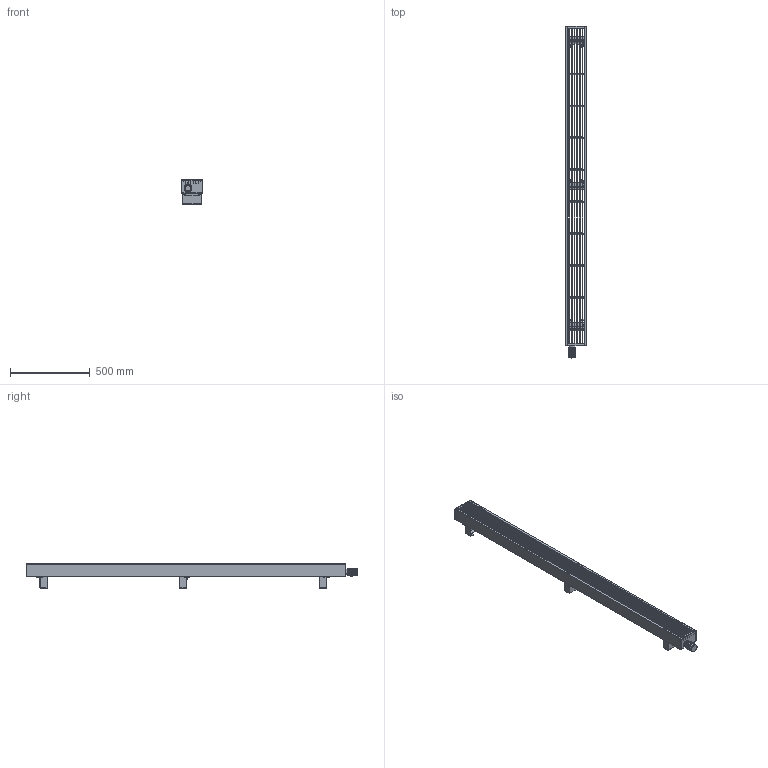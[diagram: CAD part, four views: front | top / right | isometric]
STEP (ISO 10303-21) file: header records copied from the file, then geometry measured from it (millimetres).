
FILE_DESCRIPTION((''),'2;1');
FILE_NAME('_08_200_2_2000_80_134__ASM','2020-09-02T',('okanashina'),('elara'),'CREO PARAMETRIC BY PTC INC, 2015080','CREO PARAMETRIC BY PTC INC, 2015080','');
FILE_SCHEMA(('AUTOMOTIVE_DESIGN { 1 0 10303 214 1 1 1 1 }'));
Length unit declared in the file: millimetre
Products named in the file (24): ______4___12_DIN_7985; 105_21_080_02; 101_21_080_04-20; ________-_______4___11; 101_21_080_05-20; 101_21_080_01; 101_21_080_00-20__________ASM; PRODUCT_62242; _285_38_000_04; _______6______10657-80; 101_50_001_03; 101_50_002_01-20; 101_50_002_00-20_ASM; __________________3_2___6-74403; 101_40_001_02; 101_40_080_01; __________________3_2___6-73016; 101_40_080_00_ASM; 101_41_080_01; __________________3_2___6-72000; __________________3_2___6-45551; 101_41_080_00_ASM; 105_01_080_00-20______________1_ASM; _08_200_2_2000_80_134__ASM
Assembly tree (117 placements, depth 4):
  _08_200_2_2000_80_134__ASM
    105_01_080_00-20______________1_ASM
      ______4___12_DIN_7985  x6
      101_21_080_00-20__________ASM
        105_21_080_02
        101_21_080_04-20
        ________-_______4___11  x6
        101_21_080_05-20
        101_21_080_01
      PRODUCT_62242
      101_50_002_00-20_ASM
        _285_38_000_04  x50
        _______6______10657-80  x20
        101_50_001_03  x10
        101_50_002_01-20  x6
      101_40_080_00_ASM  x2
        __________________3_2___6-74403
        101_40_001_02
        101_40_080_01
        __________________3_2___6-73016
      101_41_080_00_ASM
        101_41_080_01
        __________________3_2___6-72000
        __________________3_2___6-45551
        101_40_001_02
Bounding box: 134 x 2076 x 150.8 mm (x, y, z)
Volume: 1414726.7 mm3; surface area: 1956413.3 mm2
Topology: 115 solids, 115 shells, 2266 faces, 5525 edges, 3546 vertices
Faces by surface type: plane 1050, cylinder 756, cone 310, torus 144, sphere 6
Entity records: 26552 total; most frequent: CARTESIAN_POINT 4638, DIRECTION 4607, ORIENTED_EDGE 3914, EDGE_CURVE 1957, AXIS2_PLACEMENT_3D 1675, VERTEX_POINT 1268, VECTOR 1257, LINE 1257
